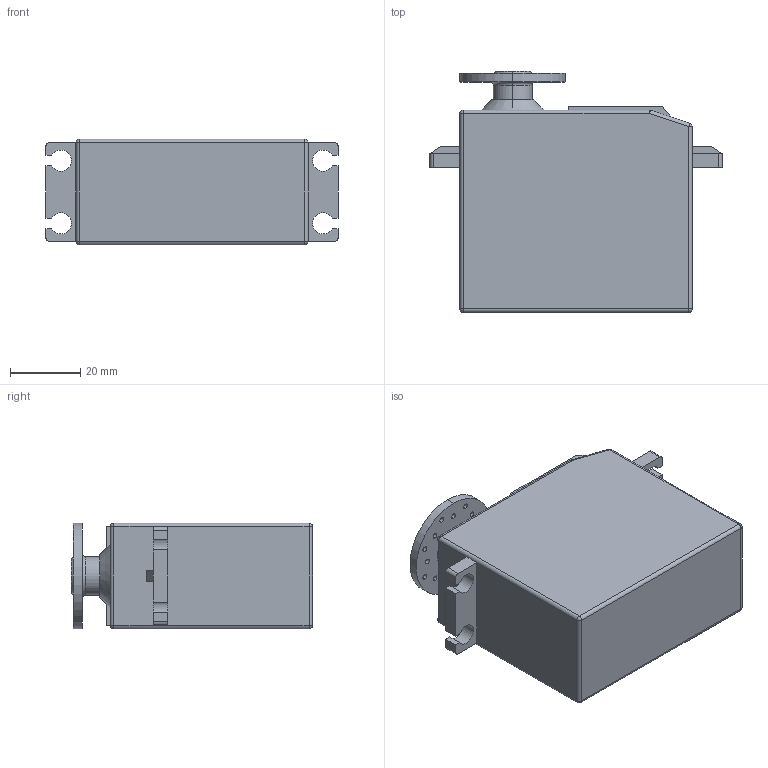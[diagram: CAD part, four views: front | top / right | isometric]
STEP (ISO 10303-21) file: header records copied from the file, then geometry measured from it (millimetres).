
FILE_DESCRIPTION (( 'STEP AP203' ), '1' );
FILE_NAME ('Servo Futaba S3306.STEP', '2014-07-10T09:43:44', ( '' ), ( '' ), 'SwSTEP 2.0', 'SolidWorks 2011', '' );
FILE_SCHEMA (( 'CONFIG_CONTROL_DESIGN' ));
Length unit declared in the file: millimetre
Products named in the file (1): Servo Futaba S3306
Bounding box: 83 x 68.5 x 30 mm (x, y, z)
Volume: 117984 mm3; surface area: 17908.3 mm2
Topology: 1 solids, 1 shells, 420 faces, 1113 edges, 722 vertices
Faces by surface type: plane 210, bspline 130, cylinder 64, sphere 10, torus 4, cone 2
Entity records: 20306 total; most frequent: CARTESIAN_POINT 10562, ORIENTED_EDGE 2210, DIRECTION 1571, EDGE_CURVE 1105, VERTEX_POINT 722, VECTOR 701, LINE 701, EDGE_LOOP 487
